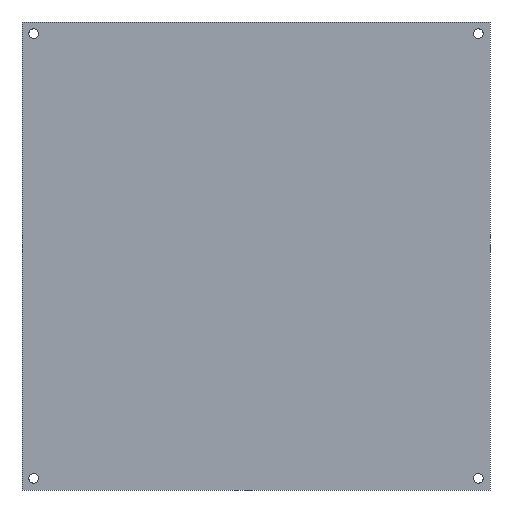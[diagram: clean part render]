
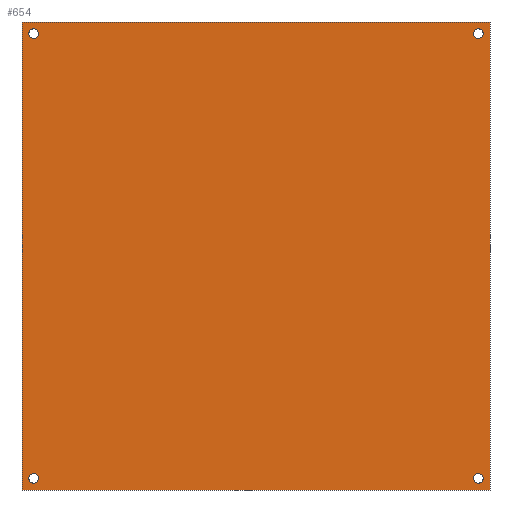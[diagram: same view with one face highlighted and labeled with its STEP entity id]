
A CAD part, front view. The second image highlights one B-rep face of the part: STEP entity #654.
In plain terms, the highlighted planar face has unit normal (0, -1, 0).
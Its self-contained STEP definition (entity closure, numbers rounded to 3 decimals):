
#35=FACE_BOUND('',#193,.T.);
#36=FACE_BOUND('',#194,.T.);
#37=FACE_BOUND('',#195,.T.);
#38=FACE_BOUND('',#196,.T.);
#60=PLANE('',#764);
#126=FACE_OUTER_BOUND('',#192,.T.);
#192=EDGE_LOOP('',(#597,#598,#599,#600));
#193=EDGE_LOOP('',(#601));
#194=EDGE_LOOP('',(#602));
#195=EDGE_LOOP('',(#603));
#196=EDGE_LOOP('',(#604));
#221=LINE('',#1139,#257);
#225=LINE('',#1147,#261);
#228=LINE('',#1153,#264);
#231=LINE('',#1158,#267);
#257=VECTOR('',#961,10.);
#261=VECTOR('',#967,10.);
#264=VECTOR('',#972,10.);
#267=VECTOR('',#977,10.);
#271=CIRCLE('',#679,2.1);
#274=CIRCLE('',#684,2.1);
#277=CIRCLE('',#689,2.1);
#280=CIRCLE('',#694,2.1);
#315=VERTEX_POINT('',#991);
#318=VERTEX_POINT('',#1001);
#321=VERTEX_POINT('',#1011);
#324=VERTEX_POINT('',#1021);
#357=VERTEX_POINT('',#1137);
#358=VERTEX_POINT('',#1138);
#361=VERTEX_POINT('',#1146);
#363=VERTEX_POINT('',#1152);
#369=EDGE_CURVE('',#315,#315,#271,.T.);
#374=EDGE_CURVE('',#318,#318,#274,.T.);
#379=EDGE_CURVE('',#321,#321,#277,.T.);
#384=EDGE_CURVE('',#324,#324,#280,.T.);
#433=EDGE_CURVE('',#357,#358,#221,.T.);
#437=EDGE_CURVE('',#361,#357,#225,.T.);
#440=EDGE_CURVE('',#363,#361,#228,.T.);
#443=EDGE_CURVE('',#358,#363,#231,.T.);
#597=ORIENTED_EDGE('',*,*,#443,.F.);
#598=ORIENTED_EDGE('',*,*,#433,.F.);
#599=ORIENTED_EDGE('',*,*,#437,.F.);
#600=ORIENTED_EDGE('',*,*,#440,.F.);
#601=ORIENTED_EDGE('',*,*,#369,.T.);
#602=ORIENTED_EDGE('',*,*,#374,.T.);
#603=ORIENTED_EDGE('',*,*,#379,.T.);
#604=ORIENTED_EDGE('',*,*,#384,.T.);
#654=ADVANCED_FACE('',(#126,#35,#36,#37,#38),#60,.F.);
#679=AXIS2_PLACEMENT_3D('',#993,#777,#778);
#684=AXIS2_PLACEMENT_3D('',#1003,#789,#790);
#689=AXIS2_PLACEMENT_3D('',#1013,#801,#802);
#694=AXIS2_PLACEMENT_3D('',#1023,#813,#814);
#764=AXIS2_PLACEMENT_3D('',#1161,#981,#982);
#777=DIRECTION('center_axis',(0.,1.,0.));
#778=DIRECTION('ref_axis',(1.,0.,0.));
#789=DIRECTION('center_axis',(0.,1.,0.));
#790=DIRECTION('ref_axis',(1.,0.,0.));
#801=DIRECTION('center_axis',(0.,1.,0.));
#802=DIRECTION('ref_axis',(1.,0.,0.));
#813=DIRECTION('center_axis',(0.,1.,0.));
#814=DIRECTION('ref_axis',(1.,0.,0.));
#961=DIRECTION('',(1.,0.,0.));
#967=DIRECTION('',(0.,0.,1.));
#972=DIRECTION('',(-1.,0.,0.));
#977=DIRECTION('',(0.,0.,-1.));
#981=DIRECTION('center_axis',(0.,1.,0.));
#982=DIRECTION('ref_axis',(0.,0.,1.));
#991=CARTESIAN_POINT('',(2.9,0.,-5.));
#993=CARTESIAN_POINT('Origin',(5.,0.,-5.));
#1001=CARTESIAN_POINT('',(2.9,0.,-195.));
#1003=CARTESIAN_POINT('Origin',(5.,0.,-195.));
#1011=CARTESIAN_POINT('',(192.9,0.,-195.));
#1013=CARTESIAN_POINT('Origin',(195.,0.,-195.));
#1021=CARTESIAN_POINT('',(192.9,0.,-5.));
#1023=CARTESIAN_POINT('Origin',(195.,0.,-5.));
#1137=CARTESIAN_POINT('',(0.,0.,0.));
#1138=CARTESIAN_POINT('',(200.,0.,0.));
#1139=CARTESIAN_POINT('',(0.,0.,0.));
#1146=CARTESIAN_POINT('',(0.,0.,-200.));
#1147=CARTESIAN_POINT('',(0.,0.,-200.));
#1152=CARTESIAN_POINT('',(200.,0.,-200.));
#1153=CARTESIAN_POINT('',(200.,0.,-200.));
#1158=CARTESIAN_POINT('',(200.,0.,0.));
#1161=CARTESIAN_POINT('Origin',(100.,0.,-100.));
